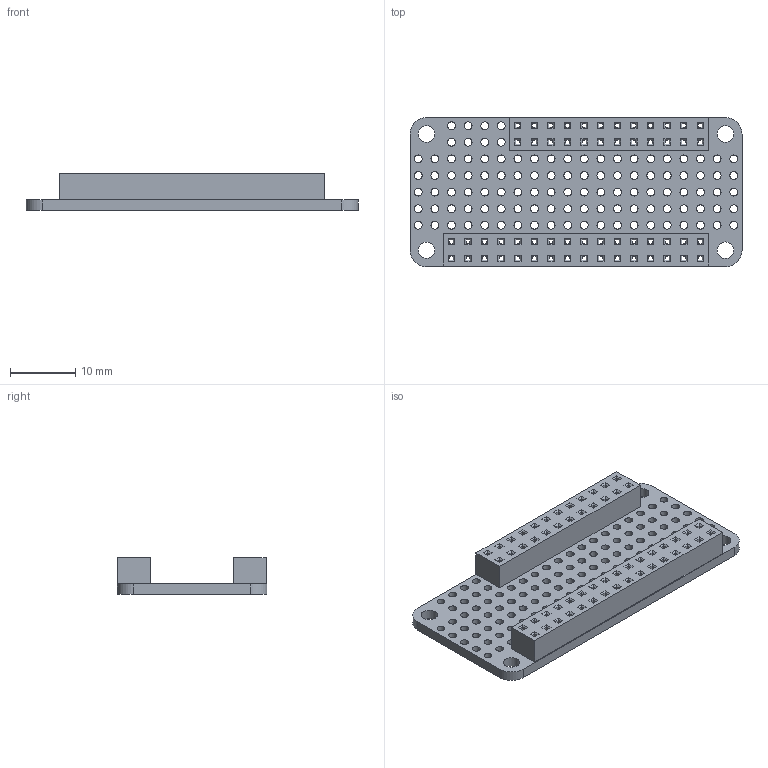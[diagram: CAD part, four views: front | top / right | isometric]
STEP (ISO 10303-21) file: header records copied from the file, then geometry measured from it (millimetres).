
FILE_DESCRIPTION(/* description */ (''),/* implementation_level */ '2;1');
FILE_NAME(/* name */ 'Proto FeatherWing v2.step',/* time_stamp */ '2018-09-03T10:56:26-04:00',/* author */ ('Adafruit'),/* organization */ (''),/* preprocessor_version */ 'ST-DEVELOPER v17.2',/* originating_system */ 'Autodesk Translation Framework v7.6.0.251',/* authorisation */ '');
FILE_SCHEMA (('AUTOMOTIVE_DESIGN { 1 0 10303 214 3 1 1 }'));
Length unit declared in the file: millimetre
Products named in the file (5): Proto FeatherWing; PCB Component; Board; 1X16_ROUND_76MIL; 1X12_ROUND_76MIL
Assembly tree (4 placements, depth 3):
  Proto FeatherWing
    PCB Component
      Board
      1X16_ROUND_76MIL
      1X12_ROUND_76MIL
Bounding box: 50.8 x 22.89 x 5.57 mm (x, y, z)
Volume: 2869.8 mm3; surface area: 4979.1 mm2
Topology: 3 solids, 3 shells, 638 faces, 1672 edges, 1040 vertices
Faces by surface type: plane 466, cylinder 172
Full cylindrical faces by diameter (mm): 1 x56, 1.2 x108, 2.5 x2, 2.54 x2
Entity records: 20484 total; most frequent: CARTESIAN_POINT 3359, ORIENTED_EDGE 3344, DIRECTION 3310, EDGE_CURVE 1672, LINE 1328, VECTOR 1328, EDGE_LOOP 1086, VERTEX_POINT 1040
